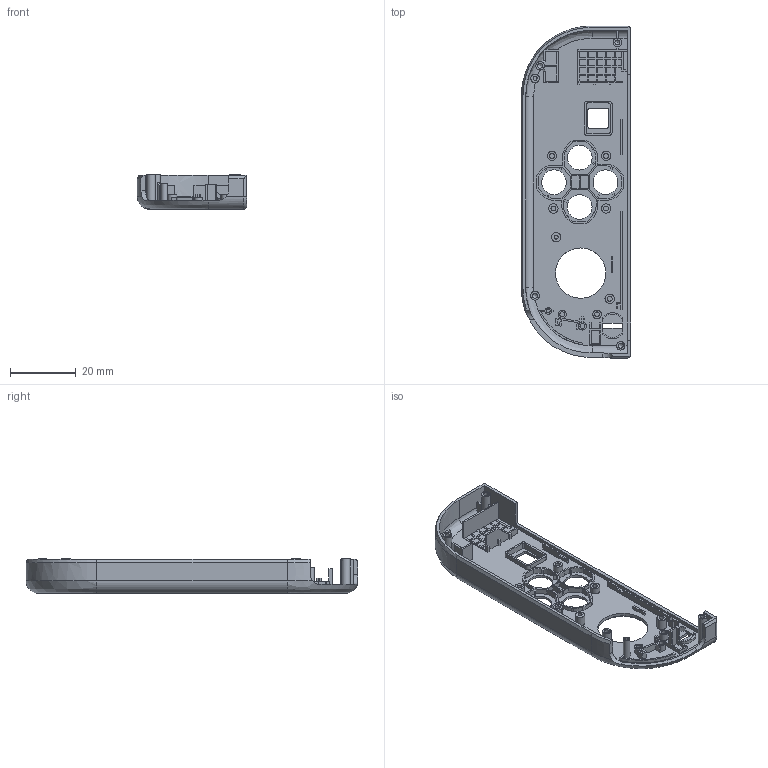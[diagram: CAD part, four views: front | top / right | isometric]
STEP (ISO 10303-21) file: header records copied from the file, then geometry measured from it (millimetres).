
FILE_DESCRIPTION(/* description */ (''),/* implementation_level */ '2;1');
FILE_NAME(/* name */ 'Left Joycon Front.step',/* time_stamp */ '2023-06-24T20:02:03-07:00',/* author */ (''),/* organization */ (''),/* preprocessor_version */ 'ST-DEVELOPER v19.2',/* originating_system */ 'Autodesk Translation Framework v12.6.0.85',/* authorisation */ '');
FILE_SCHEMA (('AUTOMOTIVE_DESIGN { 1 0 10303 214 3 1 1 }'));
Length unit declared in the file: millimetre
Products named in the file (1): Left Joycon Front Shell
Bounding box: 33.2 x 100.96 x 10.5 mm (x, y, z)
Volume: 5439.8 mm3; surface area: 10518.7 mm2
Topology: 15 solids, 15 shells, 542 faces, 1389 edges, 915 vertices
Faces by surface type: plane 428, cylinder 90, bspline 15, cone 6, torus 3
Full cylindrical faces by diameter (mm): 1.2 x3, 1.5 x12, 2 x1, 2.6 x5, 2.7 x1, 2.8 x4, 2.9 x1, 7.5 x3, 15.3 x1
Entity records: 16990 total; most frequent: CARTESIAN_POINT 3731, ORIENTED_EDGE 2770, DIRECTION 2584, EDGE_CURVE 1385, LINE 1116, VECTOR 1116, VERTEX_POINT 915, AXIS2_PLACEMENT_3D 734
